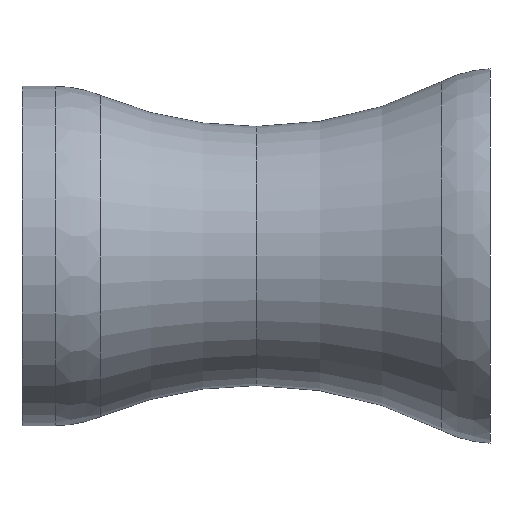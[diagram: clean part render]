
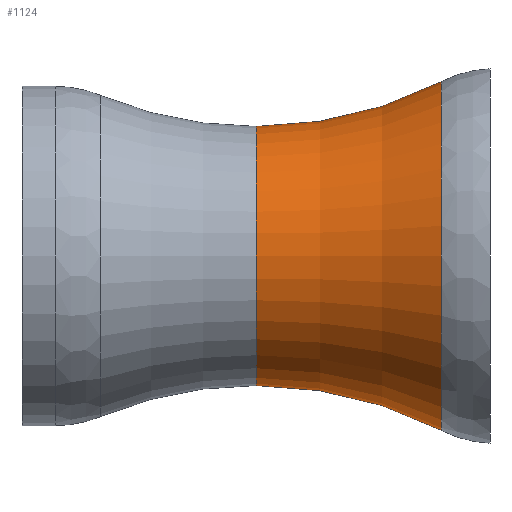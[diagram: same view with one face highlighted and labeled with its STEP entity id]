
A CAD part, front view. The second image highlights one B-rep face of the part: STEP entity #1124.
In plain terms, the highlighted toroidal (fillet/blend) face has major radius 45.727 mm and minor radius 34.654 mm.
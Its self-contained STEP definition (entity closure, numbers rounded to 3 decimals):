
#14 = AXIS2_PLACEMENT_3D ( 'NONE', #891, #656, #1511 ) ;
#64 = ORIENTED_EDGE ( 'NONE', *, *, #1054, .F. ) ;
#77 = DIRECTION ( 'NONE',  ( 0., -1., 0. ) ) ;
#88 = CIRCLE ( 'NONE', #1062, 34.653 ) ;
#126 = VERTEX_POINT ( 'NONE', #393 ) ;
#130 = EDGE_CURVE ( 'NONE', #1102, #1311, #88, .T. ) ;
#144 = AXIS2_PLACEMENT_3D ( 'NONE', #502, #989, #1084 ) ;
#324 = CARTESIAN_POINT ( 'NONE',  ( 15.834, 0., 14.903 ) ) ;
#393 = CARTESIAN_POINT ( 'NONE',  ( 0., 0., 11.074 ) ) ;
#394 = CARTESIAN_POINT ( 'NONE',  ( 0., 0., 45.727 ) ) ;
#502 = CARTESIAN_POINT ( 'NONE',  ( 0., 0., 0. ) ) ;
#520 = AXIS2_PLACEMENT_3D ( 'NONE', #394, #77, #1542 ) ;
#595 = DIRECTION ( 'NONE',  ( -1., 0., 0. ) ) ;
#610 = DIRECTION ( 'NONE',  ( 0., 1., 0. ) ) ;
#611 = FACE_OUTER_BOUND ( 'NONE', #701, .T. ) ;
#617 = CARTESIAN_POINT ( 'NONE',  ( 0., 0., -11.074 ) ) ;
#618 = AXIS2_PLACEMENT_3D ( 'NONE', #1107, #595, #750 ) ;
#641 = CIRCLE ( 'NONE', #520, 34.653 ) ;
#644 = CIRCLE ( 'NONE', #14, 14.903 ) ;
#656 = DIRECTION ( 'NONE',  ( -1., 0., 0. ) ) ;
#701 = EDGE_LOOP ( 'NONE', ( #64, #1359, #882, #908 ) ) ;
#750 = DIRECTION ( 'NONE',  ( 0., 0., 1. ) ) ;
#760 = VERTEX_POINT ( 'NONE', #324 ) ;
#876 = CARTESIAN_POINT ( 'NONE',  ( 0., 0., -45.727 ) ) ;
#877 = CIRCLE ( 'NONE', #144, 11.074 ) ;
#882 = ORIENTED_EDGE ( 'NONE', *, *, #1580, .T. ) ;
#891 = CARTESIAN_POINT ( 'NONE',  ( 15.834, 0., 0. ) ) ;
#908 = ORIENTED_EDGE ( 'NONE', *, *, #1204, .F. ) ;
#989 = DIRECTION ( 'NONE',  ( -1., 0., 0. ) ) ;
#1029 = TOROIDAL_SURFACE ( 'NONE', #618, 45.727, 34.653 ) ;
#1054 = EDGE_CURVE ( 'NONE', #1102, #126, #877, .T. ) ;
#1062 = AXIS2_PLACEMENT_3D ( 'NONE', #876, #610, #1374 ) ;
#1084 = DIRECTION ( 'NONE',  ( 0., 0., 1. ) ) ;
#1102 = VERTEX_POINT ( 'NONE', #617 ) ;
#1107 = CARTESIAN_POINT ( 'NONE',  ( 0., 0., 0. ) ) ;
#1124 = ADVANCED_FACE ( 'NONE', ( #611 ), #1029, .F. ) ;
#1204 = EDGE_CURVE ( 'NONE', #126, #760, #641, .T. ) ;
#1311 = VERTEX_POINT ( 'NONE', #1508 ) ;
#1359 = ORIENTED_EDGE ( 'NONE', *, *, #130, .T. ) ;
#1374 = DIRECTION ( 'NONE',  ( 0., 0., 1. ) ) ;
#1508 = CARTESIAN_POINT ( 'NONE',  ( 15.834, 0., -14.903 ) ) ;
#1511 = DIRECTION ( 'NONE',  ( 0., 0., 1. ) ) ;
#1542 = DIRECTION ( 'NONE',  ( 0., 0., -1. ) ) ;
#1580 = EDGE_CURVE ( 'NONE', #1311, #760, #644, .T. ) ;
